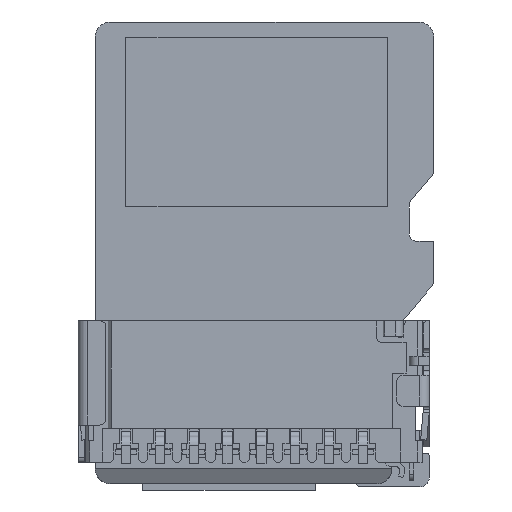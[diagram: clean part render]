
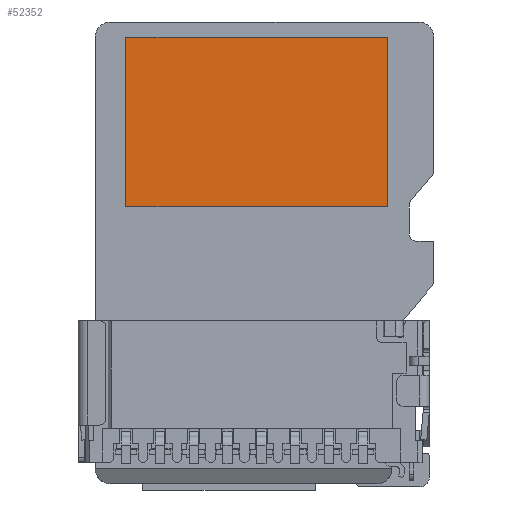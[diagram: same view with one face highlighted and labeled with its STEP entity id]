
A CAD part, front view. The second image highlights one B-rep face of the part: STEP entity #52352.
In plain terms, the highlighted planar face has unit normal (0, -1, 0).
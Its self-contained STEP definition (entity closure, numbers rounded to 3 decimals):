
#2056 = ORIENTED_EDGE ( 'NONE', *, *, #27479, .T. ) ;
#3255 = VERTEX_POINT ( 'NONE', #11564 ) ;
#3586 = ORIENTED_EDGE ( 'NONE', *, *, #40008, .T. ) ;
#3906 = DIRECTION ( 'NONE',  ( 1., 0., 0. ) ) ;
#4162 = AXIS2_PLACEMENT_3D ( 'NONE', #4398, #33361, #8742 ) ;
#4398 = CARTESIAN_POINT ( 'NONE',  ( -7., -0.025, -4.5 ) ) ;
#4690 = CARTESIAN_POINT ( 'NONE',  ( -7., -0.025, 4. ) ) ;
#4761 = PLANE ( 'NONE',  #4162 ) ;
#7343 = LINE ( 'NONE', #4690, #40778 ) ;
#8742 = DIRECTION ( 'NONE',  ( 0., 0., -1. ) ) ;
#11564 = CARTESIAN_POINT ( 'NONE',  ( -1.5, -0.025, 4. ) ) ;
#12703 = CARTESIAN_POINT ( 'NONE',  ( -7., -0.025, 4. ) ) ;
#13972 = VERTEX_POINT ( 'NONE', #30460 ) ;
#14365 = EDGE_LOOP ( 'NONE', ( #48530, #2056, #3586, #41352 ) ) ;
#19988 = CARTESIAN_POINT ( 'NONE',  ( -1.5, -0.025, 4. ) ) ;
#21067 = DIRECTION ( 'NONE',  ( -1., 0., 0. ) ) ;
#22883 = LINE ( 'NONE', #24764, #47908 ) ;
#24259 = EDGE_CURVE ( 'NONE', #3255, #53288, #7343, .T. ) ;
#24635 = DIRECTION ( 'NONE',  ( 0., 0., 1. ) ) ;
#24764 = CARTESIAN_POINT ( 'NONE',  ( -7., -0.025, -4.5 ) ) ;
#27479 = EDGE_CURVE ( 'NONE', #13972, #39504, #22883, .T. ) ;
#28027 = CARTESIAN_POINT ( 'NONE',  ( -7., -0.025, 4. ) ) ;
#29469 = FACE_OUTER_BOUND ( 'NONE', #14365, .T. ) ;
#30460 = CARTESIAN_POINT ( 'NONE',  ( -7., -0.025, -4.5 ) ) ;
#33148 = LINE ( 'NONE', #19988, #46673 ) ;
#33361 = DIRECTION ( 'NONE',  ( 0., -1., 0. ) ) ;
#39504 = VERTEX_POINT ( 'NONE', #40196 ) ;
#40008 = EDGE_CURVE ( 'NONE', #39504, #3255, #33148, .T. ) ;
#40196 = CARTESIAN_POINT ( 'NONE',  ( -1.5, -0.025, -4.5 ) ) ;
#40778 = VECTOR ( 'NONE', #21067, 1000. ) ;
#41352 = ORIENTED_EDGE ( 'NONE', *, *, #24259, .T. ) ;
#46673 = VECTOR ( 'NONE', #24635, 1000. ) ;
#47753 = LINE ( 'NONE', #28027, #50258 ) ;
#47908 = VECTOR ( 'NONE', #3906, 1000. ) ;
#48130 = DIRECTION ( 'NONE',  ( 0., 0., -1. ) ) ;
#48530 = ORIENTED_EDGE ( 'NONE', *, *, #50429, .T. ) ;
#50258 = VECTOR ( 'NONE', #48130, 1000. ) ;
#50429 = EDGE_CURVE ( 'NONE', #53288, #13972, #47753, .T. ) ;
#52352 = ADVANCED_FACE ( 'NONE', ( #29469 ), #4761, .T. ) ;
#53288 = VERTEX_POINT ( 'NONE', #12703 ) ;
